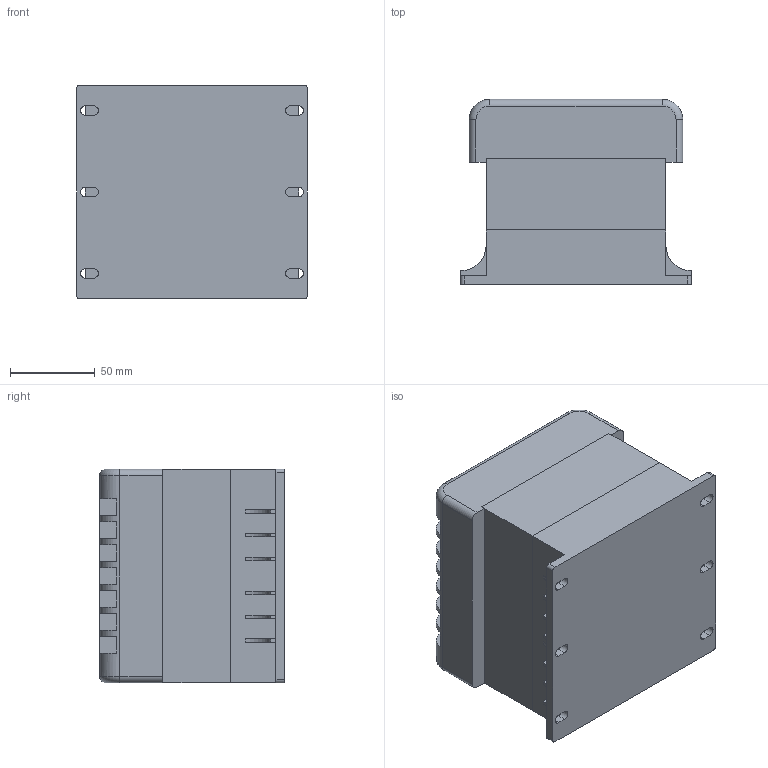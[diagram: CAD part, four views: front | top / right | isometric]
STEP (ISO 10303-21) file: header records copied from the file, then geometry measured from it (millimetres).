
FILE_DESCRIPTION(/* description */ (''),/* implementation_level */ '2;1');
FILE_NAME(/* name */ 'TS041323301.stp',/* time_stamp */ '2025-03-20T08:55:15+01:00',/* author */ ('velazquez'),/* organization */ (''),/* preprocessor_version */ 'ST-DEVELOPER v19.2',/* originating_system */ 'Autodesk Inventor 2023',/* authorisation */ '');
FILE_SCHEMA (('AUTOMOTIVE_DESIGN { 1 0 10303 214 3 1 1 }'));
Length unit declared in the file: millimetre
Products named in the file (4): TS041323301; INFERIOR EI120; CENTRAL EI120-40; SUPERIOR EI120
Assembly tree (3 placements, depth 2):
  TS041323301
    INFERIOR EI120
    CENTRAL EI120-40
    SUPERIOR EI120
Bounding box: 136 x 109 x 126 mm (x, y, z)
Volume: 650729.2 mm3; surface area: 160491.8 mm2
Topology: 15 solids, 15 shells, 244 faces, 532 edges, 352 vertices
Faces by surface type: plane 186, cylinder 54, torus 4
Full cylindrical faces by diameter (mm): 7 x14, 8 x1, 9 x3
Entity records: 7075 total; most frequent: DIRECTION 1174, CARTESIAN_POINT 1135, ORIENTED_EDGE 1064, EDGE_CURVE 532, LINE 392, VECTOR 392, AXIS2_PLACEMENT_3D 391, VERTEX_POINT 352
